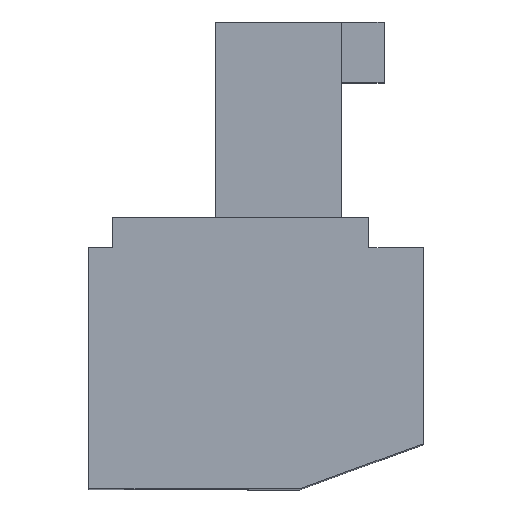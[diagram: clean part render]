
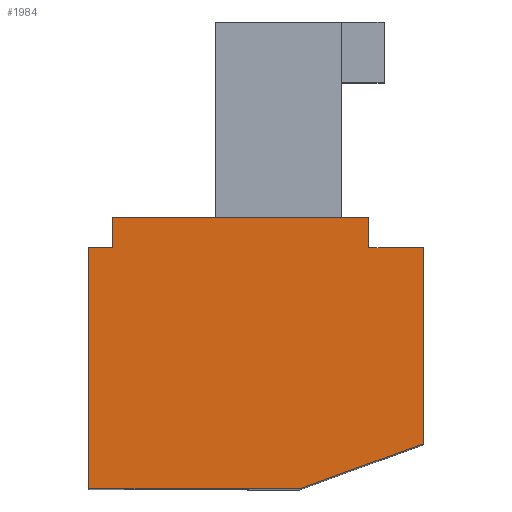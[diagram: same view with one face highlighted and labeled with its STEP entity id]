
A CAD part, top view. The second image highlights one B-rep face of the part: STEP entity #1984.
In plain terms, the highlighted planar face has unit normal (0, 0, 1).
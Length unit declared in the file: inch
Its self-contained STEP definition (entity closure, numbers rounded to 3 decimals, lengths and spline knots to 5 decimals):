
#49 = ORIENTED_EDGE ( 'NONE', *, *, #1363, .T. ) ;
#87 = CARTESIAN_POINT ( 'NONE',  ( 0.18898, 0.35433, -4.15748 ) ) ;
#113 = ORIENTED_EDGE ( 'NONE', *, *, #970, .F. ) ;
#131 = CARTESIAN_POINT ( 'NONE',  ( -0.17716, 0., -4.15748 ) ) ;
#282 = DIRECTION ( 'NONE',  ( 0., 1., 0. ) ) ;
#419 = CARTESIAN_POINT ( 'NONE',  ( 0.18898, 0.35433, -4.15748 ) ) ;
#472 = CARTESIAN_POINT ( 'NONE',  ( 0.09843, 0., -4.15748 ) ) ;
#481 = VECTOR ( 'NONE', #5132, 39.37008 ) ;
#570 = VECTOR ( 'NONE', #5040, 39.37008 ) ;
#672 = ORIENTED_EDGE ( 'NONE', *, *, #2065, .F. ) ;
#756 = VERTEX_POINT ( 'NONE', #1035 ) ;
#793 = CARTESIAN_POINT ( 'NONE',  ( 0., 0.31496, -4.15748 ) ) ;
#970 = EDGE_CURVE ( 'NONE', #2898, #5361, #5672, .T. ) ;
#976 = LINE ( 'NONE', #87, #570 ) ;
#1035 = CARTESIAN_POINT ( 'NONE',  ( 0.09843, 0., -4.15748 ) ) ;
#1244 = AXIS2_PLACEMENT_3D ( 'NONE', #3736, #2400, #5557 ) ;
#1363 = EDGE_CURVE ( 'NONE', #1956, #1382, #4296, .T. ) ;
#1382 = VERTEX_POINT ( 'NONE', #2201 ) ;
#1387 = VECTOR ( 'NONE', #3013, 39.37008 ) ;
#1447 = DIRECTION ( 'NONE',  ( -1., 0., 0. ) ) ;
#1655 = ORIENTED_EDGE ( 'NONE', *, *, #1921, .F. ) ;
#1750 = ORIENTED_EDGE ( 'NONE', *, *, #1811, .T. ) ;
#1754 = DIRECTION ( 'NONE',  ( 0., 1., 0. ) ) ;
#1811 = EDGE_CURVE ( 'NONE', #3610, #3667, #2192, .T. ) ;
#1818 = VECTOR ( 'NONE', #1447, 39.37008 ) ;
#1892 = EDGE_CURVE ( 'NONE', #5438, #1956, #5525, .T. ) ;
#1920 = EDGE_CURVE ( 'NONE', #2898, #756, #3261, .T. ) ;
#1921 = EDGE_CURVE ( 'NONE', #5438, #4692, #976, .T. ) ;
#1935 = FACE_OUTER_BOUND ( 'NONE', #2882, .T. ) ;
#1956 = VERTEX_POINT ( 'NONE', #4239 ) ;
#1984 = ADVANCED_FACE ( 'NONE', ( #1935 ), #3706, .T. ) ;
#2065 = EDGE_CURVE ( 'NONE', #5361, #1382, #3978, .T. ) ;
#2171 = EDGE_CURVE ( 'NONE', #756, #3610, #2173, .T. ) ;
#2173 = LINE ( 'NONE', #472, #1387 ) ;
#2192 = LINE ( 'NONE', #3996, #3892 ) ;
#2201 = CARTESIAN_POINT ( 'NONE',  ( -0.14567, 0.31496, -4.15748 ) ) ;
#2400 = DIRECTION ( 'NONE',  ( 0., 0., 1. ) ) ;
#2418 = EDGE_CURVE ( 'NONE', #3667, #4692, #4021, .T. ) ;
#2882 = EDGE_LOOP ( 'NONE', ( #49, #672, #113, #4386, #4196, #1750, #5292, #1655, #3812 ) ) ;
#2898 = VERTEX_POINT ( 'NONE', #131 ) ;
#3013 = DIRECTION ( 'NONE',  ( 0.939, 0.344, 0. ) ) ;
#3102 = CARTESIAN_POINT ( 'NONE',  ( 0.18898, 0.31496, -4.15748 ) ) ;
#3172 = CARTESIAN_POINT ( 'NONE',  ( 0.25984, 0.31496, -4.15748 ) ) ;
#3261 = LINE ( 'NONE', #4619, #481 ) ;
#3504 = CARTESIAN_POINT ( 'NONE',  ( 0.25984, 0.05905, -4.15748 ) ) ;
#3610 = VERTEX_POINT ( 'NONE', #3504 ) ;
#3667 = VERTEX_POINT ( 'NONE', #3172 ) ;
#3706 = PLANE ( 'NONE',  #1244 ) ;
#3736 = CARTESIAN_POINT ( 'NONE',  ( 0., 0., -4.15748 ) ) ;
#3812 = ORIENTED_EDGE ( 'NONE', *, *, #1892, .T. ) ;
#3848 = DIRECTION ( 'NONE',  ( 0., -1., 0. ) ) ;
#3892 = VECTOR ( 'NONE', #1754, 39.37008 ) ;
#3978 = LINE ( 'NONE', #4482, #5231 ) ;
#3996 = CARTESIAN_POINT ( 'NONE',  ( 0.25984, 0., -4.15748 ) ) ;
#4021 = LINE ( 'NONE', #793, #5857 ) ;
#4196 = ORIENTED_EDGE ( 'NONE', *, *, #2171, .T. ) ;
#4239 = CARTESIAN_POINT ( 'NONE',  ( -0.14567, 0.35433, -4.15748 ) ) ;
#4296 = LINE ( 'NONE', #5217, #5202 ) ;
#4353 = CARTESIAN_POINT ( 'NONE',  ( -0.17716, 0., -4.15748 ) ) ;
#4386 = ORIENTED_EDGE ( 'NONE', *, *, #1920, .T. ) ;
#4482 = CARTESIAN_POINT ( 'NONE',  ( -0.17716, 0.31496, -4.15748 ) ) ;
#4513 = CARTESIAN_POINT ( 'NONE',  ( -0.17716, 0.31496, -4.15748 ) ) ;
#4619 = CARTESIAN_POINT ( 'NONE',  ( 0., 0., -4.15748 ) ) ;
#4692 = VERTEX_POINT ( 'NONE', #3102 ) ;
#5040 = DIRECTION ( 'NONE',  ( 0., -1., 0. ) ) ;
#5102 = CARTESIAN_POINT ( 'NONE',  ( 0., 0.35433, -4.15748 ) ) ;
#5132 = DIRECTION ( 'NONE',  ( 1., 0., 0. ) ) ;
#5202 = VECTOR ( 'NONE', #3848, 39.37008 ) ;
#5216 = VECTOR ( 'NONE', #282, 39.37008 ) ;
#5217 = CARTESIAN_POINT ( 'NONE',  ( -0.14567, 0., -4.15748 ) ) ;
#5231 = VECTOR ( 'NONE', #5355, 39.37008 ) ;
#5292 = ORIENTED_EDGE ( 'NONE', *, *, #2418, .T. ) ;
#5355 = DIRECTION ( 'NONE',  ( 1., 0., 0. ) ) ;
#5361 = VERTEX_POINT ( 'NONE', #4513 ) ;
#5438 = VERTEX_POINT ( 'NONE', #419 ) ;
#5525 = LINE ( 'NONE', #5102, #1818 ) ;
#5557 = DIRECTION ( 'NONE',  ( 1., 0., 0. ) ) ;
#5672 = LINE ( 'NONE', #4353, #5216 ) ;
#5848 = DIRECTION ( 'NONE',  ( -1., 0., 0. ) ) ;
#5857 = VECTOR ( 'NONE', #5848, 39.37008 ) ;
